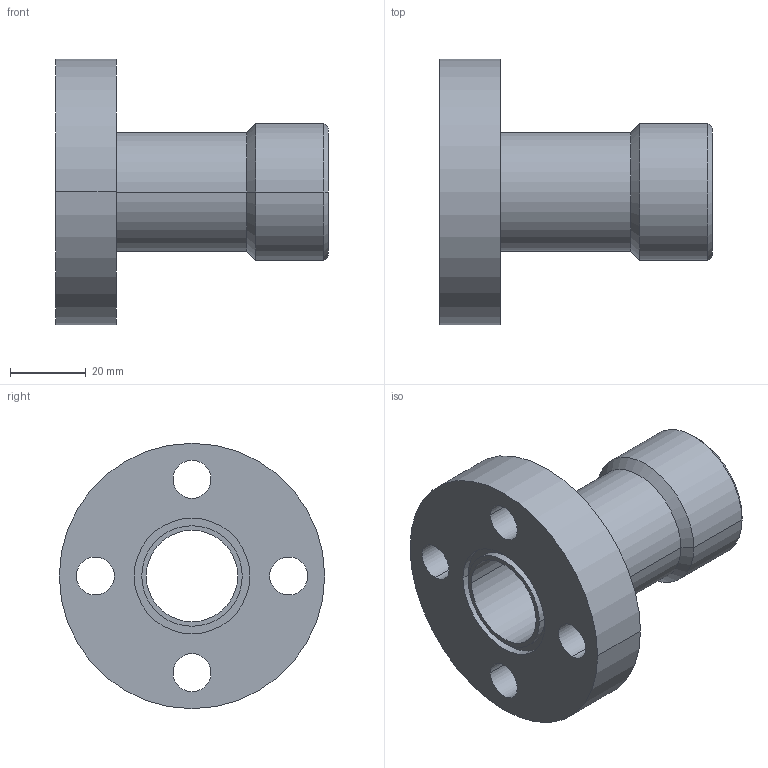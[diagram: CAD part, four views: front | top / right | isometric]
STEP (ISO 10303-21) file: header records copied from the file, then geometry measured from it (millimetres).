
FILE_DESCRIPTION(('STEP AP214'),'1');
FILE_NAME('b11-013.stp','2021-01-28T15:39:03',('TraceParts'),('TraceParts S.A.'),'Spatial InterOp 3D',' ',' ');
FILE_SCHEMA(('AUTOMOTIVE_DESIGN { 1 0 10303 214 1 1 1 1 }'));
Length unit declared in the file: millimetre
Products named in the file (1): b11-013
Bounding box: 72 x 70 x 70 mm (x, y, z)
Volume: 71604.4 mm3; surface area: 23550.6 mm2
Topology: 1 solids, 1 shells, 31 faces, 70 edges, 44 vertices
Faces by surface type: cylinder 20, cone 6, plane 5
Entity records: 919 total; most frequent: DIRECTION 178, CARTESIAN_POINT 146, ORIENTED_EDGE 140, AXIS2_PLACEMENT_3D 76, EDGE_CURVE 70, EDGE_LOOP 44, VERTEX_POINT 44, CIRCLE 44
